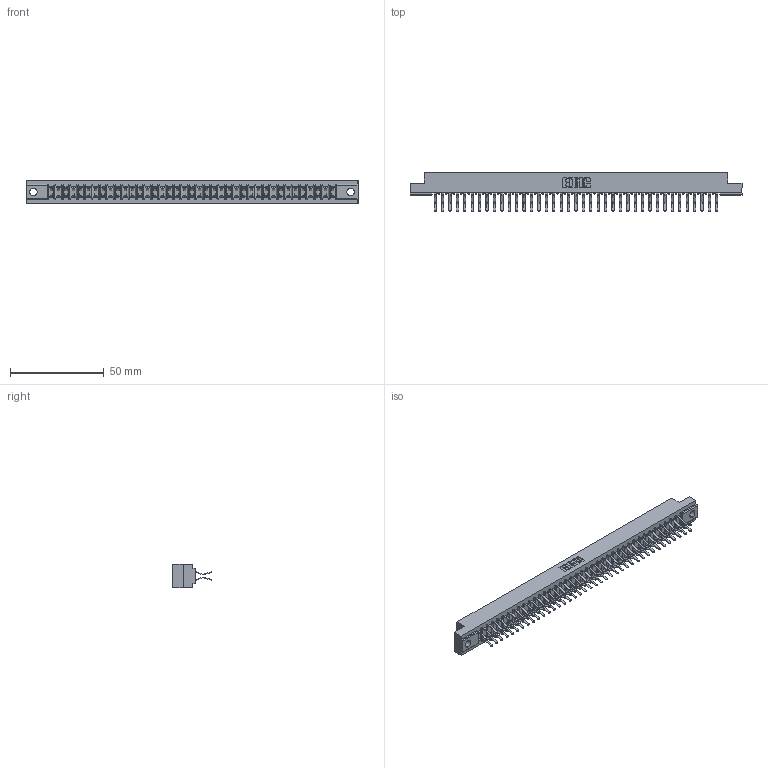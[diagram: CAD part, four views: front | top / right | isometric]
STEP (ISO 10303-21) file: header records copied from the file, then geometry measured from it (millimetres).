
FILE_DESCRIPTION (( 'STEP AP203' ), '1' );
FILE_NAME ('357-078-560-204.STEP', '2018-08-12T22:57:02', ( '' ), ( '' ), 'SwSTEP 2.0', 'SolidWorks 2016', '' );
FILE_SCHEMA (( 'CONFIG_CONTROL_DESIGN' ));
Length unit declared in the file: inch
Products named in the file (3): 307 Part_.156 Dia Mounting Holes; 307-290-001_560; 357-078-560-204
Assembly tree (79 placements, depth 2):
  357-078-560-204
    307 Part_.156 Dia Mounting Holes
    307-290-001_560  x78
Bounding box: 177.55 x 20.73 x 12.7 mm (x, y, z)
Volume: 18849.9 mm3; surface area: 23360.3 mm2
Topology: 79 solids, 79 shells, 4072 faces, 11435 edges, 7410 vertices
Faces by surface type: plane 2658, cylinder 1334, sphere 80
Entity records: 35574 total; most frequent: CARTESIAN_POINT 5825, ORIENTED_EDGE 5770, DIRECTION 5699, EDGE_CURVE 2885, LINE 2219, VECTOR 2219, VERTEX_POINT 1866, AXIS2_PLACEMENT_3D 1740
